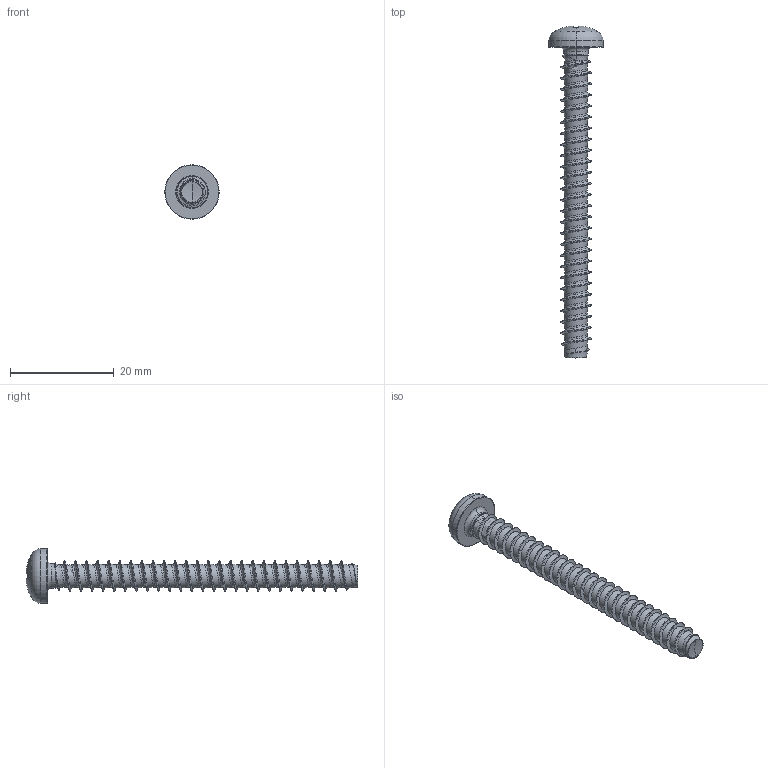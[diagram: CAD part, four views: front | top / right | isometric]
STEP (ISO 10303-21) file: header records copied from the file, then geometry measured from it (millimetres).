
FILE_DESCRIPTION (( 'STEP AP203' ), '1' );
FILE_NAME ('STP320600600.STEP', '2017-08-15T14:58:01', ( '' ), ( '' ), 'SwSTEP 2.0', 'SolidWorks 2015', '' );
FILE_SCHEMA (( 'CONFIG_CONTROL_DESIGN' ));
Products named in the file (1): STP320600600
Bounding box: 10.5 x 64.12 x 10.5 mm (x, y, z)
Volume: 1268.8 mm3; surface area: 1620.8 mm2
Topology: 1 solids, 1 shells, 218 faces, 524 edges, 308 vertices
Faces by surface type: cylinder 80, bspline 51, torus 28, sphere 28, plane 22, cone 9
Entity records: 41335 total; most frequent: CARTESIAN_POINT 36780, ORIENTED_EDGE 1044, DIRECTION 827, EDGE_CURVE 522, AXIS2_PLACEMENT_3D 357, VERTEX_POINT 308, EDGE_LOOP 220, ADVANCED_FACE 218
